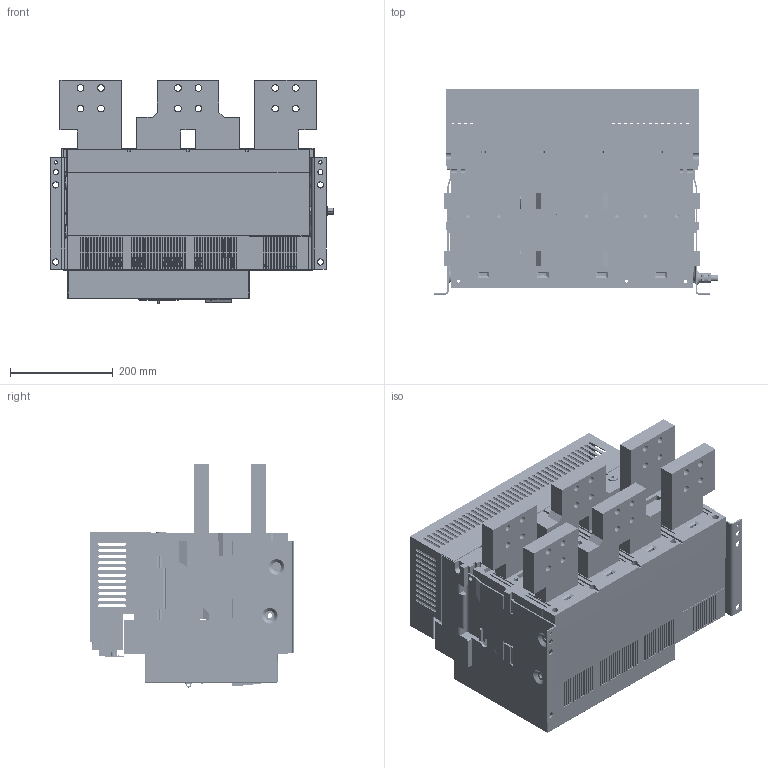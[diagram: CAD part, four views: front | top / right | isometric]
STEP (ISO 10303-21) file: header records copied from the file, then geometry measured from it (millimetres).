
FILE_DESCRIPTION((''),'2;1');
FILE_NAME('NA1-4000-3P-GUDINGSHI','2020-04-10T09:53:36',('fansz'),(''),'CREO PARAMETRIC BY PTC INC, 2018020','CREO PARAMETRIC BY PTC INC, 2018020','');
FILE_SCHEMA(('CONFIG_CONTROL_DESIGN'));
Products named in the file (1): NA1-4000-3P-GUDINGSHI
Bounding box: 552 x 399 x 434.5 mm (x, y, z)
Volume: 11915183.9 mm3; surface area: 3460456.1 mm2
Topology: 1 solids, 67 shells, 8254 faces, 23963 edges, 15843 vertices
Faces by surface type: plane 5613, cylinder 1244, extrusion 1205, cone 132, torus 44, sphere 10, bspline 6
Entity records: 278505 total; most frequent: CARTESIAN_POINT 61623, ORIENTED_EDGE 47906, DIRECTION 39666, EDGE_CURVE 23953, VECTOR 19222, LINE 18017, VERTEX_POINT 15843, AXIS2_PLACEMENT_3D 10222
